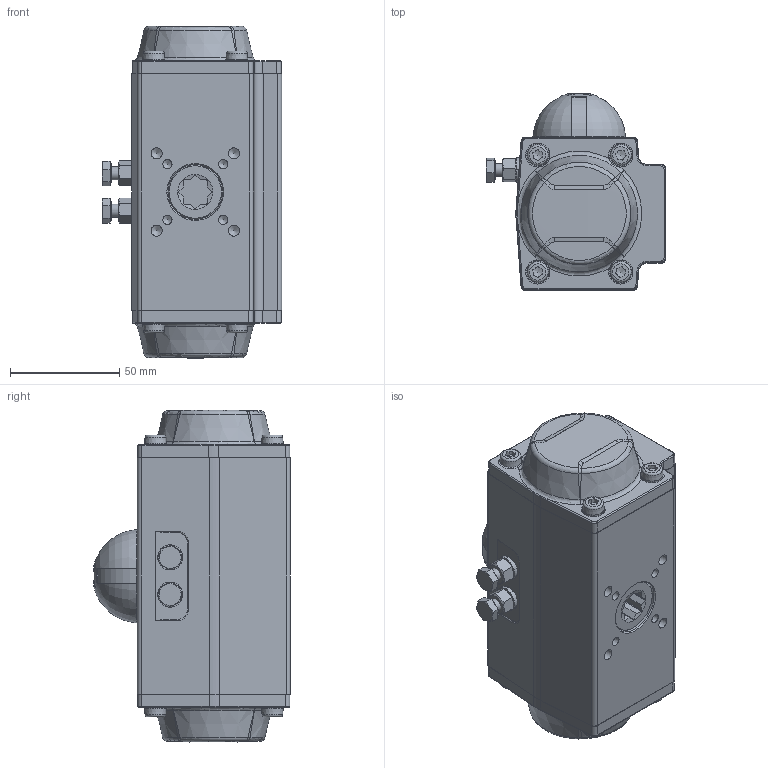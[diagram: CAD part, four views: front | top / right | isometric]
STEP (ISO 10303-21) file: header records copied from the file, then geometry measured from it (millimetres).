
FILE_DESCRIPTION(/* description */ (''),/* implementation_level */ '2;1');
FILE_NAME(/* name */ 'GTEA050装配体-231011',/* time_stamp */ '2024-11-25T16:25:00+08:00',/* author */ ('Xiaofan.Zhang'),/* organization */ ('Rotork'),/* preprocessor_version */ 'ST-DEVELOPER v18.102',/* originating_system */ 'Solid Edge',/* authorisation */ 'Unknown');
FILE_SCHEMA (('AUTOMOTIVE_DESIGN {1 0 10303 214 3 1 1}'));
Length unit declared in the file: millimetre
Products named in the file (1): GTEA050蚾饜极-2310
Bounding box: 82 x 90 x 151.85 mm (x, y, z)
Surface area: 80077.5 mm2 (no closed solid volume)
Topology: 0 solids, 42 shells, 489 faces, 1454 edges, 984 vertices
Faces by surface type: plane 169, cylinder 143, cone 89, torus 48, bspline 38, sphere 2
Full cylindrical faces by diameter (mm): 4.2 x12, 4.5 x1, 5 x5, 6 x10, 8.8 x2, 9.8 x6, 11 x8, 14 x1, 25 x1, 50 x1
Entity records: 18153 total; most frequent: CARTESIAN_POINT 5813, DIRECTION 2372, ORIENTED_EDGE 2277, EDGE_CURVE 1304, VERTEX_POINT 960, AXIS2_PLACEMENT_3D 946, FACE_BOUND 662, EDGE_LOOP 637
